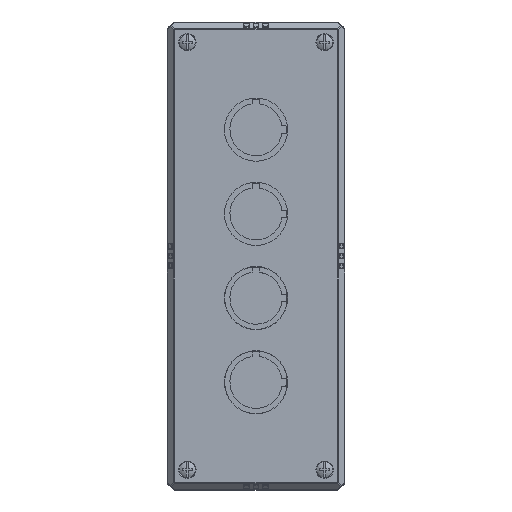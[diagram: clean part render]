
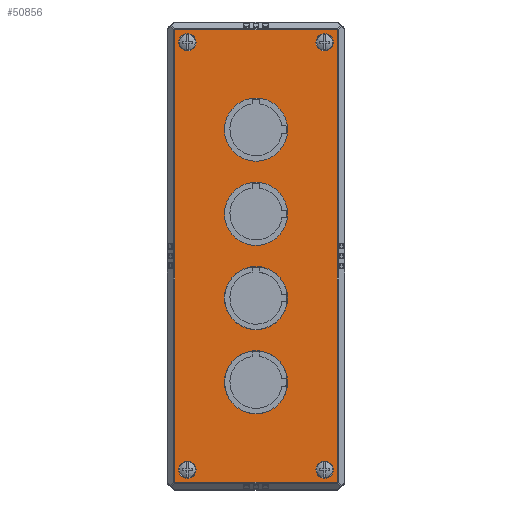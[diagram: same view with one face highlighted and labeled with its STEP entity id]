
A CAD part, top view. The second image highlights one B-rep face of the part: STEP entity #50856.
In plain terms, the highlighted face is planar.
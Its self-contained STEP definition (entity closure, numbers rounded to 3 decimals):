
#2408=FACE_BOUND('',#9337,.T.);
#2409=FACE_BOUND('',#9338,.T.);
#2410=FACE_BOUND('',#9339,.T.);
#2411=FACE_BOUND('',#9340,.T.);
#2412=FACE_BOUND('',#9341,.T.);
#2413=FACE_BOUND('',#9342,.T.);
#2414=FACE_BOUND('',#9343,.T.);
#2415=FACE_BOUND('',#9344,.T.);
#3331=PLANE('',#54995);
#6094=FACE_OUTER_BOUND('',#9336,.T.);
#9336=EDGE_LOOP('',(#45259,#45260,#45261,#45262));
#9337=EDGE_LOOP('',(#45263));
#9338=EDGE_LOOP('',(#45264));
#9339=EDGE_LOOP('',(#45265));
#9340=EDGE_LOOP('',(#45266));
#9341=EDGE_LOOP('',(#45267));
#9342=EDGE_LOOP('',(#45268));
#9343=EDGE_LOOP('',(#45269));
#9344=EDGE_LOOP('',(#45270));
#11352=CIRCLE('',#54963,13.5);
#11365=CIRCLE('',#54978,13.5);
#11376=CIRCLE('',#54991,3.7);
#11380=CIRCLE('',#54996,3.7);
#11381=CIRCLE('',#54997,3.7);
#11382=CIRCLE('',#54998,13.5);
#11383=CIRCLE('',#54999,13.5);
#11384=CIRCLE('',#55000,3.7);
#15041=LINE('',#101970,#18788);
#15042=LINE('',#101972,#18789);
#15043=LINE('',#101974,#18790);
#15044=LINE('',#101975,#18791);
#18788=VECTOR('',#66282,10.);
#18789=VECTOR('',#66283,10.);
#18790=VECTOR('',#66284,10.);
#18791=VECTOR('',#66285,10.);
#24646=VERTEX_POINT('',#101884);
#24664=VERTEX_POINT('',#101923);
#24681=VERTEX_POINT('',#101960);
#24684=VERTEX_POINT('',#101968);
#24685=VERTEX_POINT('',#101969);
#24686=VERTEX_POINT('',#101971);
#24687=VERTEX_POINT('',#101973);
#24688=VERTEX_POINT('',#101976);
#24689=VERTEX_POINT('',#101978);
#24690=VERTEX_POINT('',#101980);
#24691=VERTEX_POINT('',#101982);
#24692=VERTEX_POINT('',#101984);
#31606=EDGE_CURVE('',#24646,#24646,#11352,.T.);
#31625=EDGE_CURVE('',#24664,#24664,#11365,.T.);
#31642=EDGE_CURVE('',#24681,#24681,#11376,.T.);
#31646=EDGE_CURVE('',#24684,#24685,#15041,.T.);
#31647=EDGE_CURVE('',#24686,#24684,#15042,.T.);
#31648=EDGE_CURVE('',#24687,#24686,#15043,.T.);
#31649=EDGE_CURVE('',#24685,#24687,#15044,.T.);
#31650=EDGE_CURVE('',#24688,#24688,#11380,.T.);
#31651=EDGE_CURVE('',#24689,#24689,#11381,.T.);
#31652=EDGE_CURVE('',#24690,#24690,#11382,.T.);
#31653=EDGE_CURVE('',#24691,#24691,#11383,.T.);
#31654=EDGE_CURVE('',#24692,#24692,#11384,.T.);
#45259=ORIENTED_EDGE('',*,*,#31646,.F.);
#45260=ORIENTED_EDGE('',*,*,#31647,.F.);
#45261=ORIENTED_EDGE('',*,*,#31648,.F.);
#45262=ORIENTED_EDGE('',*,*,#31649,.F.);
#45263=ORIENTED_EDGE('',*,*,#31650,.F.);
#45264=ORIENTED_EDGE('',*,*,#31651,.F.);
#45265=ORIENTED_EDGE('',*,*,#31652,.T.);
#45266=ORIENTED_EDGE('',*,*,#31606,.T.);
#45267=ORIENTED_EDGE('',*,*,#31653,.T.);
#45268=ORIENTED_EDGE('',*,*,#31625,.T.);
#45269=ORIENTED_EDGE('',*,*,#31654,.F.);
#45270=ORIENTED_EDGE('',*,*,#31642,.F.);
#50856=ADVANCED_FACE('',(#6094,#2408,#2409,#2410,#2411,#2412,#2413,#2414,
#2415),#3331,.T.);
#54963=AXIS2_PLACEMENT_3D('',#101886,#66204,#66205);
#54978=AXIS2_PLACEMENT_3D('',#101925,#66240,#66241);
#54991=AXIS2_PLACEMENT_3D('',#101961,#66272,#66273);
#54995=AXIS2_PLACEMENT_3D('',#101967,#66280,#66281);
#54996=AXIS2_PLACEMENT_3D('',#101977,#66286,#66287);
#54997=AXIS2_PLACEMENT_3D('',#101979,#66288,#66289);
#54998=AXIS2_PLACEMENT_3D('',#101981,#66290,#66291);
#54999=AXIS2_PLACEMENT_3D('',#101983,#66292,#66293);
#55000=AXIS2_PLACEMENT_3D('',#101985,#66294,#66295);
#66204=DIRECTION('center_axis',(0.,-1.,0.));
#66205=DIRECTION('ref_axis',(1.,0.,0.));
#66240=DIRECTION('center_axis',(0.,-1.,0.));
#66241=DIRECTION('ref_axis',(1.,0.,0.));
#66272=DIRECTION('center_axis',(0.,1.,0.));
#66273=DIRECTION('ref_axis',(-1.,0.,0.));
#66280=DIRECTION('center_axis',(0.,1.,0.));
#66281=DIRECTION('ref_axis',(0.,0.,1.));
#66282=DIRECTION('',(0.,0.,1.));
#66283=DIRECTION('',(1.,0.,0.));
#66284=DIRECTION('',(0.,0.,-1.));
#66285=DIRECTION('',(-1.,0.,0.));
#66286=DIRECTION('center_axis',(0.,1.,0.));
#66287=DIRECTION('ref_axis',(-1.,0.,0.));
#66288=DIRECTION('center_axis',(0.,1.,0.));
#66289=DIRECTION('ref_axis',(-1.,0.,0.));
#66290=DIRECTION('center_axis',(0.,-1.,0.));
#66291=DIRECTION('ref_axis',(1.,0.,0.));
#66292=DIRECTION('center_axis',(0.,-1.,0.));
#66293=DIRECTION('ref_axis',(1.,0.,0.));
#66294=DIRECTION('center_axis',(0.,1.,0.));
#66295=DIRECTION('ref_axis',(-1.,0.,0.));
#101884=CARTESIAN_POINT('',(0.,22.,31.5));
#101886=CARTESIAN_POINT('Origin',(0.,22.,18.));
#101923=CARTESIAN_POINT('',(0.,22.,67.5));
#101925=CARTESIAN_POINT('Origin',(0.,22.,54.));
#101960=CARTESIAN_POINT('',(29.3,22.,95.05));
#101961=CARTESIAN_POINT('Origin',(29.3,22.,91.35));
#101967=CARTESIAN_POINT('Origin',(0.,22.,0.));
#101968=CARTESIAN_POINT('',(34.793,22.,-96.793));
#101969=CARTESIAN_POINT('',(34.793,22.,96.793));
#101970=CARTESIAN_POINT('',(34.793,22.,24.25));
#101971=CARTESIAN_POINT('',(-34.793,22.,-96.793));
#101972=CARTESIAN_POINT('',(8.75,22.,-96.793));
#101973=CARTESIAN_POINT('',(-34.793,22.,96.793));
#101974=CARTESIAN_POINT('',(-34.793,22.,-24.25));
#101975=CARTESIAN_POINT('',(-8.75,22.,96.793));
#101976=CARTESIAN_POINT('',(29.3,22.,-87.65));
#101977=CARTESIAN_POINT('Origin',(29.3,22.,-91.35));
#101978=CARTESIAN_POINT('',(-29.3,22.,95.05));
#101979=CARTESIAN_POINT('Origin',(-29.3,22.,91.35));
#101980=CARTESIAN_POINT('',(-13.5,22.,-54.));
#101981=CARTESIAN_POINT('Origin',(0.,22.,-54.));
#101982=CARTESIAN_POINT('',(-13.5,22.,-18.));
#101983=CARTESIAN_POINT('Origin',(0.,22.,-18.));
#101984=CARTESIAN_POINT('',(-29.3,22.,-87.65));
#101985=CARTESIAN_POINT('Origin',(-29.3,22.,-91.35));
